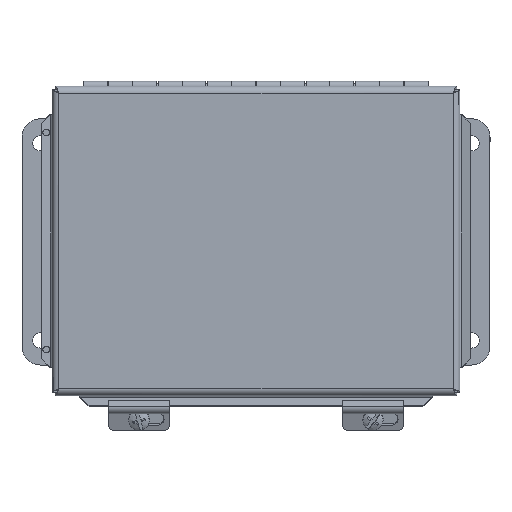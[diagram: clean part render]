
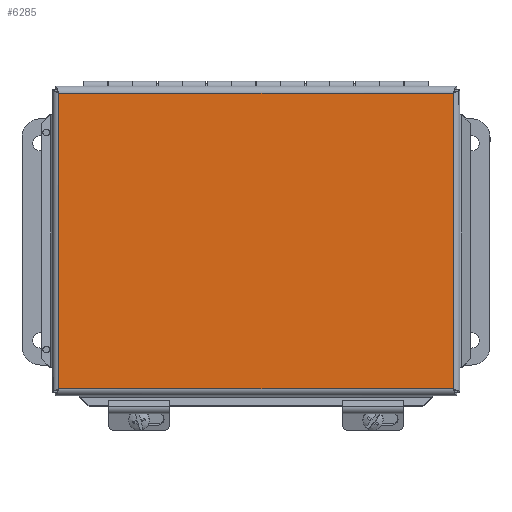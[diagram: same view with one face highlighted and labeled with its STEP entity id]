
A CAD part, top view. The second image highlights one B-rep face of the part: STEP entity #6285.
In plain terms, the highlighted planar face has unit normal (0, 0, 1).
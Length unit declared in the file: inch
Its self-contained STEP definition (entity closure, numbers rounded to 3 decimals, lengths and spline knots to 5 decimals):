
#597=FACE_OUTER_BOUND('',#964,.T.);
#964=EDGE_LOOP('',(#4532,#4533,#4534,#4535));
#1558=LINE('',#9333,#2186);
#1564=LINE('',#9414,#2192);
#1569=LINE('',#9493,#2197);
#1574=LINE('',#9571,#2202);
#2186=VECTOR('',#7458,6.007);
#2192=VECTOR('',#7472,8.007);
#2197=VECTOR('',#7485,8.007);
#2202=VECTOR('',#7498,6.007);
#2766=VERTEX_POINT('',#9324);
#2767=VERTEX_POINT('',#9332);
#2770=VERTEX_POINT('',#9406);
#2772=VERTEX_POINT('',#9492);
#3391=EDGE_CURVE('',#2767,#2766,#1558,.T.);
#3401=EDGE_CURVE('',#2766,#2770,#1564,.T.);
#3410=EDGE_CURVE('',#2772,#2767,#1569,.T.);
#3419=EDGE_CURVE('',#2770,#2772,#1574,.T.);
#4532=ORIENTED_EDGE('',*,*,#3391,.T.);
#4533=ORIENTED_EDGE('',*,*,#3401,.T.);
#4534=ORIENTED_EDGE('',*,*,#3419,.T.);
#4535=ORIENTED_EDGE('',*,*,#3410,.T.);
#5760=PLANE('',#6661);
#6285=ADVANCED_FACE('',(#597),#5760,.T.);
#6661=AXIS2_PLACEMENT_3D('',#9639,#7508,#7509);
#7458=DIRECTION('',(1.,0.,0.));
#7472=DIRECTION('',(0.,1.,0.));
#7485=DIRECTION('',(0.,-1.,0.));
#7498=DIRECTION('',(-1.,0.,0.));
#7508=DIRECTION('center_axis',(0.,0.,1.));
#7509=DIRECTION('ref_axis',(1.,0.,0.));
#9324=CARTESIAN_POINT('',(3.0035,-4.0035,0.059));
#9332=CARTESIAN_POINT('',(-3.0035,-4.0035,0.059));
#9333=CARTESIAN_POINT('',(-1.50175,-4.0035,0.059));
#9406=CARTESIAN_POINT('',(3.0035,4.0035,0.059));
#9414=CARTESIAN_POINT('',(3.0035,-2.00175,0.059));
#9492=CARTESIAN_POINT('',(-3.0035,4.0035,0.059));
#9493=CARTESIAN_POINT('',(-3.0035,2.00175,0.059));
#9571=CARTESIAN_POINT('',(1.50175,4.0035,0.059));
#9639=CARTESIAN_POINT('Origin',(0.,0.,
0.059));
